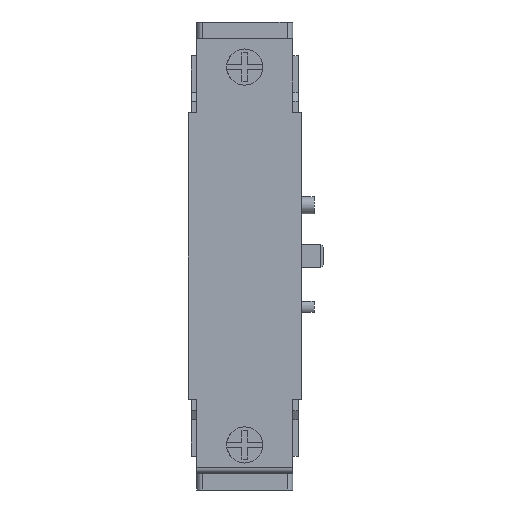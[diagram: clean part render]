
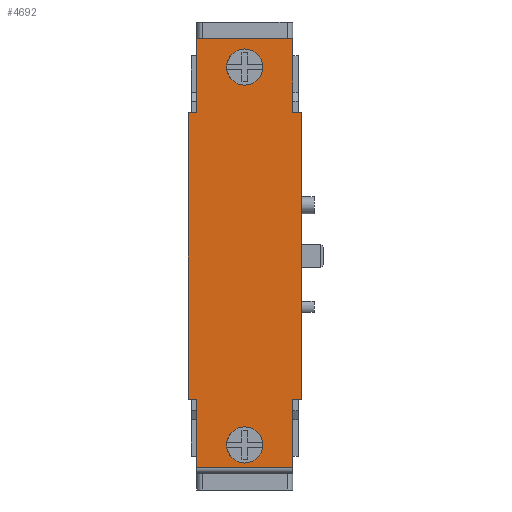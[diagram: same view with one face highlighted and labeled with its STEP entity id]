
A CAD part, front view. The second image highlights one B-rep face of the part: STEP entity #4692.
In plain terms, the highlighted planar face has unit normal (0, -1, 0).
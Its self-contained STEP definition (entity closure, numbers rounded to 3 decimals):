
#137=DIRECTION('',(0.,0.,-1.));
#138=VECTOR('',#137,50.8);
#139=CARTESIAN_POINT('',(-10.,-19.9,25.4));
#140=LINE('',#139,#138);
#431=DIRECTION('',(0.,0.,-1.));
#432=VECTOR('',#431,50.8);
#433=CARTESIAN_POINT('',(10.,-19.9,25.4));
#434=LINE('',#433,#432);
#904=CARTESIAN_POINT('',(0.,-19.9,33.45));
#905=DIRECTION('',(0.,-1.,0.));
#906=DIRECTION('',(0.,0.,-1.));
#907=AXIS2_PLACEMENT_3D('',#904,#905,#906);
#909=CARTESIAN_POINT('',(0.,-19.9,33.45));
#910=DIRECTION('',(0.,-1.,0.));
#911=DIRECTION('',(0.,0.,1.));
#912=AXIS2_PLACEMENT_3D('',#909,#910,#911);
#914=CARTESIAN_POINT('',(0.,-19.9,-33.45));
#915=DIRECTION('',(0.,1.,0.));
#916=DIRECTION('',(0.,0.,1.));
#917=AXIS2_PLACEMENT_3D('',#914,#915,#916);
#919=CARTESIAN_POINT('',(0.,-19.9,-33.45));
#920=DIRECTION('',(0.,1.,0.));
#921=DIRECTION('',(0.,0.,-1.));
#922=AXIS2_PLACEMENT_3D('',#919,#920,#921);
#924=DIRECTION('',(-1.,0.,0.));
#925=VECTOR('',#924,17.);
#926=CARTESIAN_POINT('',(8.5,-19.9,-37.5));
#927=LINE('',#926,#925);
#928=DIRECTION('',(0.,0.,1.));
#929=VECTOR('',#928,10.1);
#930=CARTESIAN_POINT('',(-8.5,-19.9,-37.5));
#931=LINE('',#930,#929);
#932=DIRECTION('',(0.,0.,1.));
#933=VECTOR('',#932,2.);
#934=CARTESIAN_POINT('',(-8.5,-19.9,-27.4));
#935=LINE('',#934,#933);
#936=DIRECTION('',(1.,0.,0.));
#937=VECTOR('',#936,1.5);
#938=CARTESIAN_POINT('',(-10.,-19.9,-25.4));
#939=LINE('',#938,#937);
#940=DIRECTION('',(1.,0.,0.));
#941=VECTOR('',#940,1.5);
#942=CARTESIAN_POINT('',(-10.,-19.9,25.4));
#943=LINE('',#942,#941);
#944=DIRECTION('',(0.,0.,-1.));
#945=VECTOR('',#944,2.);
#946=CARTESIAN_POINT('',(-8.5,-19.9,27.4));
#947=LINE('',#946,#945);
#948=DIRECTION('',(0.,0.,-1.));
#949=VECTOR('',#948,11.1);
#950=CARTESIAN_POINT('',(-8.5,-19.9,38.5));
#951=LINE('',#950,#949);
#952=DIRECTION('',(1.,0.,0.));
#953=VECTOR('',#952,17.);
#954=CARTESIAN_POINT('',(-8.5,-19.9,38.5));
#955=LINE('',#954,#953);
#956=DIRECTION('',(0.,0.,-1.));
#957=VECTOR('',#956,11.1);
#958=CARTESIAN_POINT('',(8.5,-19.9,38.5));
#959=LINE('',#958,#957);
#960=DIRECTION('',(0.,0.,-1.));
#961=VECTOR('',#960,2.);
#962=CARTESIAN_POINT('',(8.5,-19.9,27.4));
#963=LINE('',#962,#961);
#964=DIRECTION('',(1.,0.,0.));
#965=VECTOR('',#964,1.5);
#966=CARTESIAN_POINT('',(8.5,-19.9,25.4));
#967=LINE('',#966,#965);
#968=DIRECTION('',(-1.,0.,0.));
#969=VECTOR('',#968,1.5);
#970=CARTESIAN_POINT('',(10.,-19.9,-25.4));
#971=LINE('',#970,#969);
#972=DIRECTION('',(0.,0.,1.));
#973=VECTOR('',#972,2.);
#974=CARTESIAN_POINT('',(8.5,-19.9,-27.4));
#975=LINE('',#974,#973);
#976=DIRECTION('',(0.,0.,1.));
#977=VECTOR('',#976,10.1);
#978=CARTESIAN_POINT('',(8.5,-19.9,-37.5));
#979=LINE('',#978,#977);
#2777=CARTESIAN_POINT('',(8.5,-19.9,38.5));
#2778=CARTESIAN_POINT('',(8.5,-19.9,27.4));
#2779=VERTEX_POINT('',#2777);
#2780=VERTEX_POINT('',#2778);
#2781=CARTESIAN_POINT('',(8.5,-19.9,25.4));
#2782=VERTEX_POINT('',#2781);
#2783=CARTESIAN_POINT('',(10.,-19.9,25.4));
#2784=VERTEX_POINT('',#2783);
#2927=CARTESIAN_POINT('',(-8.5,-19.9,25.4));
#2928=VERTEX_POINT('',#2927);
#2929=CARTESIAN_POINT('',(-8.5,-19.9,27.4));
#2930=VERTEX_POINT('',#2929);
#2941=CARTESIAN_POINT('',(-8.5,-19.9,38.5));
#2942=VERTEX_POINT('',#2941);
#2943=CARTESIAN_POINT('',(-10.,-19.9,25.4));
#2944=VERTEX_POINT('',#2943);
#2963=CARTESIAN_POINT('',(0.,-19.9,30.25));
#2964=CARTESIAN_POINT('',(0.,-19.9,36.65));
#2965=VERTEX_POINT('',#2963);
#2966=VERTEX_POINT('',#2964);
#3081=CARTESIAN_POINT('',(8.5,-19.9,-25.4));
#3082=VERTEX_POINT('',#3081);
#3083=CARTESIAN_POINT('',(8.5,-19.9,-27.4));
#3084=VERTEX_POINT('',#3083);
#3111=CARTESIAN_POINT('',(-8.5,-19.9,-25.4));
#3112=VERTEX_POINT('',#3111);
#3113=CARTESIAN_POINT('',(-8.5,-19.9,-27.4));
#3114=VERTEX_POINT('',#3113);
#3123=CARTESIAN_POINT('',(0.,-19.9,-30.25));
#3125=VERTEX_POINT('',#3123);
#3127=CARTESIAN_POINT('',(0.,-19.9,-36.65));
#3129=VERTEX_POINT('',#3127);
#3225=CARTESIAN_POINT('',(10.,-19.9,-25.4));
#3226=VERTEX_POINT('',#3225);
#3247=CARTESIAN_POINT('',(-10.,-19.9,-25.4));
#3248=VERTEX_POINT('',#3247);
#3366=CARTESIAN_POINT('',(-8.5,-19.9,-37.5));
#3368=VERTEX_POINT('',#3366);
#3369=CARTESIAN_POINT('',(8.5,-19.9,-37.5));
#3370=VERTEX_POINT('',#3369);
#4646=CARTESIAN_POINT('',(-10.,-19.9,38.5));
#4647=DIRECTION('',(0.,-1.,0.));
#4648=DIRECTION('',(0.,0.,-1.));
#4649=AXIS2_PLACEMENT_3D('',#4646,#4647,#4648);
#4650=PLANE('',#4649);
#4652=ORIENTED_EDGE('',*,*,#4651,.T.);
#4654=ORIENTED_EDGE('',*,*,#4653,.T.);
#4656=ORIENTED_EDGE('',*,*,#4655,.T.);
#4658=ORIENTED_EDGE('',*,*,#4657,.F.);
#4659=ORIENTED_EDGE('',*,*,#3432,.F.);
#4661=ORIENTED_EDGE('',*,*,#4660,.T.);
#4663=ORIENTED_EDGE('',*,*,#4662,.F.);
#4665=ORIENTED_EDGE('',*,*,#4664,.F.);
#4667=ORIENTED_EDGE('',*,*,#4666,.T.);
#4668=ORIENTED_EDGE('',*,*,#4639,.T.);
#4669=ORIENTED_EDGE('',*,*,#4606,.T.);
#4671=ORIENTED_EDGE('',*,*,#4670,.T.);
#4672=ORIENTED_EDGE('',*,*,#3876,.T.);
#4673=ORIENTED_EDGE('',*,*,#4338,.T.);
#4675=ORIENTED_EDGE('',*,*,#4674,.F.);
#4677=ORIENTED_EDGE('',*,*,#4676,.F.);
#4678=EDGE_LOOP('',(#4652,#4654,#4656,#4658,#4659,#4661,#4663,#4665,#4667,#4668,
#4669,#4671,#4672,#4673,#4675,#4677));
#4679=FACE_OUTER_BOUND('',#4678,.F.);
#4681=ORIENTED_EDGE('',*,*,#4680,.F.);
#4683=ORIENTED_EDGE('',*,*,#4682,.F.);
#4684=EDGE_LOOP('',(#4681,#4683));
#4685=FACE_BOUND('',#4684,.F.);
#4687=ORIENTED_EDGE('',*,*,#4686,.T.);
#4689=ORIENTED_EDGE('',*,*,#4688,.T.);
#4690=EDGE_LOOP('',(#4687,#4689));
#4691=FACE_BOUND('',#4690,.F.);
#4692=ADVANCED_FACE('',(#4679,#4685,#4691),#4650,.T.);
#908=CIRCLE('',#907,3.2);
#913=CIRCLE('',#912,3.2);
#918=CIRCLE('',#917,3.2);
#923=CIRCLE('',#922,3.2);
#3432=EDGE_CURVE('',#2944,#3248,#140,.T.);
#3876=EDGE_CURVE('',#2784,#3226,#434,.T.);
#4338=EDGE_CURVE('',#3226,#3082,#971,.T.);
#4606=EDGE_CURVE('',#2780,#2782,#963,.T.);
#4639=EDGE_CURVE('',#2779,#2780,#959,.T.);
#4651=EDGE_CURVE('',#3370,#3368,#927,.T.);
#4653=EDGE_CURVE('',#3368,#3114,#931,.T.);
#4655=EDGE_CURVE('',#3114,#3112,#935,.T.);
#4657=EDGE_CURVE('',#3248,#3112,#939,.T.);
#4660=EDGE_CURVE('',#2944,#2928,#943,.T.);
#4662=EDGE_CURVE('',#2930,#2928,#947,.T.);
#4664=EDGE_CURVE('',#2942,#2930,#951,.T.);
#4666=EDGE_CURVE('',#2942,#2779,#955,.T.);
#4670=EDGE_CURVE('',#2782,#2784,#967,.T.);
#4674=EDGE_CURVE('',#3084,#3082,#975,.T.);
#4676=EDGE_CURVE('',#3370,#3084,#979,.T.);
#4680=EDGE_CURVE('',#3125,#3129,#918,.T.);
#4682=EDGE_CURVE('',#3129,#3125,#923,.T.);
#4686=EDGE_CURVE('',#2965,#2966,#908,.T.);
#4688=EDGE_CURVE('',#2966,#2965,#913,.T.);
